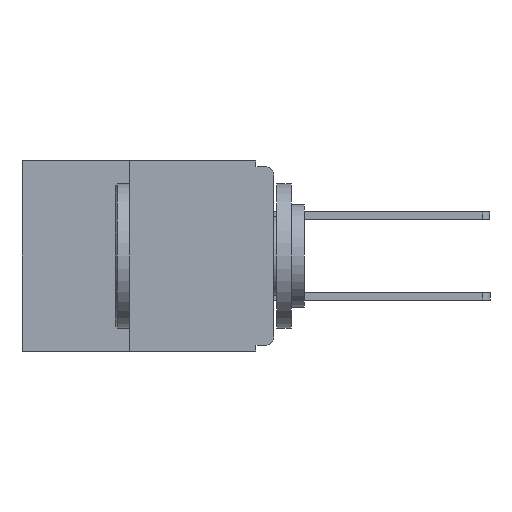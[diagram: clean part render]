
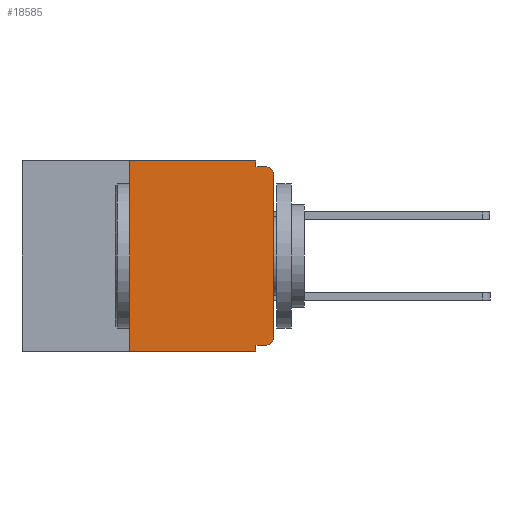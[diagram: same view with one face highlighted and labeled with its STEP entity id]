
A CAD part, left-side view. The second image highlights one B-rep face of the part: STEP entity #18585.
In plain terms, the highlighted planar face has unit normal (-1, 0, 0).
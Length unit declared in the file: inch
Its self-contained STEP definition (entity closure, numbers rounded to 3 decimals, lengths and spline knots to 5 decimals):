
#92 = DIRECTION ( 'NONE',  ( -1., 0., 0. ) ) ;
#245 = PLANE ( 'NONE',  #15829 ) ;
#878 = VECTOR ( 'NONE', #17901, 39.37008 ) ;
#885 = ORIENTED_EDGE ( 'NONE', *, *, #1813, .T. ) ;
#1343 = DIRECTION ( 'NONE',  ( 0., 0., 1. ) ) ;
#1668 = CARTESIAN_POINT ( 'NONE',  ( 0., 0.437, 0. ) ) ;
#1708 = LINE ( 'NONE', #19543, #22905 ) ;
#1813 = EDGE_CURVE ( 'NONE', #14800, #14321, #15334, .T. ) ;
#2059 = CARTESIAN_POINT ( 'NONE',  ( 0., 0., -0.305 ) ) ;
#2066 = VERTEX_POINT ( 'NONE', #9082 ) ;
#2101 = CARTESIAN_POINT ( 'NONE',  ( 0., 0.015, -0.025 ) ) ;
#2110 = EDGE_CURVE ( 'NONE', #25004, #22465, #25974, .T. ) ;
#2285 = DIRECTION ( 'NONE',  ( -1., 0., 0. ) ) ;
#2415 = CARTESIAN_POINT ( 'NONE',  ( 0., 0.437, 0. ) ) ;
#2512 = DIRECTION ( 'NONE',  ( 1., 0., 0. ) ) ;
#2559 = DIRECTION ( 'NONE',  ( 0., -1., 0. ) ) ;
#2575 = DIRECTION ( 'NONE',  ( 0., -1., 0. ) ) ;
#3306 = EDGE_CURVE ( 'NONE', #22465, #8283, #13140, .T. ) ;
#4022 = CARTESIAN_POINT ( 'NONE',  ( 0., 0.031, -0.33 ) ) ;
#4113 = VECTOR ( 'NONE', #2575, 39.37008 ) ;
#4235 = VERTEX_POINT ( 'NONE', #12106 ) ;
#4520 = EDGE_CURVE ( 'NONE', #5331, #2066, #10086, .T. ) ;
#5098 = AXIS2_PLACEMENT_3D ( 'NONE', #14964, #2285, #17097 ) ;
#5331 = VERTEX_POINT ( 'NONE', #22001 ) ;
#5367 = CARTESIAN_POINT ( 'NONE',  ( 0., 0.031, -0.33 ) ) ;
#5397 = CARTESIAN_POINT ( 'NONE',  ( 0., 0.031, 0. ) ) ;
#5638 = CARTESIAN_POINT ( 'NONE',  ( 0., 0.25, 0. ) ) ;
#5932 = EDGE_CURVE ( 'NONE', #4235, #9085, #25359, .T. ) ;
#6180 = CIRCLE ( 'NONE', #5098, 0.015 ) ;
#6876 = VECTOR ( 'NONE', #25483, 39.37008 ) ;
#8056 = VECTOR ( 'NONE', #11802, 39.37008 ) ;
#8085 = EDGE_CURVE ( 'NONE', #15560, #5331, #17876, .T. ) ;
#8176 = DIRECTION ( 'NONE',  ( 0., 0., -1. ) ) ;
#8283 = VERTEX_POINT ( 'NONE', #12639 ) ;
#8728 = VECTOR ( 'NONE', #2559, 39.37008 ) ;
#9082 = CARTESIAN_POINT ( 'NONE',  ( 0., 0.015, -0.01 ) ) ;
#9085 = VERTEX_POINT ( 'NONE', #24069 ) ;
#10086 = CIRCLE ( 'NONE', #20889, 0.015 ) ;
#10150 = EDGE_CURVE ( 'NONE', #4235, #15560, #6180, .T. ) ;
#10395 = ORIENTED_EDGE ( 'NONE', *, *, #5932, .F. ) ;
#10401 = VECTOR ( 'NONE', #1343, 39.37008 ) ;
#11056 = EDGE_CURVE ( 'NONE', #14800, #25004, #21652, .T. ) ;
#11169 = CARTESIAN_POINT ( 'NONE',  ( 0., 0., -0.32 ) ) ;
#11802 = DIRECTION ( 'NONE',  ( 0., 1., 0. ) ) ;
#12106 = CARTESIAN_POINT ( 'NONE',  ( 0., 0.015, -0.32 ) ) ;
#12313 = CARTESIAN_POINT ( 'NONE',  ( 0., 0.25, -0.33 ) ) ;
#12639 = CARTESIAN_POINT ( 'NONE',  ( 0., 0.031, -0.01 ) ) ;
#13140 = LINE ( 'NONE', #22999, #6876 ) ;
#13530 = ORIENTED_EDGE ( 'NONE', *, *, #22030, .F. ) ;
#13967 = FACE_OUTER_BOUND ( 'NONE', #26443, .T. ) ;
#13993 = ORIENTED_EDGE ( 'NONE', *, *, #8085, .T. ) ;
#13998 = ORIENTED_EDGE ( 'NONE', *, *, #4520, .T. ) ;
#14009 = ORIENTED_EDGE ( 'NONE', *, *, #11056, .F. ) ;
#14321 = VERTEX_POINT ( 'NONE', #5367 ) ;
#14800 = VERTEX_POINT ( 'NONE', #12313 ) ;
#14964 = CARTESIAN_POINT ( 'NONE',  ( 0., 0.015, -0.305 ) ) ;
#15290 = DIRECTION ( 'NONE',  ( 0., -1., 0. ) ) ;
#15334 = LINE ( 'NONE', #22276, #4113 ) ;
#15560 = VERTEX_POINT ( 'NONE', #2059 ) ;
#15794 = ORIENTED_EDGE ( 'NONE', *, *, #17980, .F. ) ;
#15829 = AXIS2_PLACEMENT_3D ( 'NONE', #2415, #2512, #17311 ) ;
#16142 = ORIENTED_EDGE ( 'NONE', *, *, #3306, .F. ) ;
#16178 = ORIENTED_EDGE ( 'NONE', *, *, #10150, .T. ) ;
#17097 = DIRECTION ( 'NONE',  ( 0., 0., -1. ) ) ;
#17311 = DIRECTION ( 'NONE',  ( 0., 0., -1. ) ) ;
#17700 = LINE ( 'NONE', #4022, #26612 ) ;
#17876 = LINE ( 'NONE', #18200, #878 ) ;
#17901 = DIRECTION ( 'NONE',  ( 0., 0., 1. ) ) ;
#17928 = ORIENTED_EDGE ( 'NONE', *, *, #2110, .F. ) ;
#17980 = EDGE_CURVE ( 'NONE', #8283, #2066, #1708, .T. ) ;
#18200 = CARTESIAN_POINT ( 'NONE',  ( 0., 0., 0. ) ) ;
#18335 = CARTESIAN_POINT ( 'NONE',  ( 0., 0.25, -0.33 ) ) ;
#18585 = ADVANCED_FACE ( 'NONE', ( #13967 ), #245, .F. ) ;
#19543 = CARTESIAN_POINT ( 'NONE',  ( 0., 0., -0.01 ) ) ;
#20889 = AXIS2_PLACEMENT_3D ( 'NONE', #2101, #92, #8176 ) ;
#21652 = LINE ( 'NONE', #18335, #10401 ) ;
#22001 = CARTESIAN_POINT ( 'NONE',  ( 0., 0., -0.025 ) ) ;
#22030 = EDGE_CURVE ( 'NONE', #9085, #14321, #17700, .T. ) ;
#22276 = CARTESIAN_POINT ( 'NONE',  ( 0., 0.437, -0.33 ) ) ;
#22465 = VERTEX_POINT ( 'NONE', #5397 ) ;
#22905 = VECTOR ( 'NONE', #15290, 39.37008 ) ;
#22936 = DIRECTION ( 'NONE',  ( 0., 0., -1. ) ) ;
#22999 = CARTESIAN_POINT ( 'NONE',  ( 0., 0.031, 0. ) ) ;
#24069 = CARTESIAN_POINT ( 'NONE',  ( 0., 0.031, -0.32 ) ) ;
#25004 = VERTEX_POINT ( 'NONE', #5638 ) ;
#25359 = LINE ( 'NONE', #11169, #8056 ) ;
#25483 = DIRECTION ( 'NONE',  ( 0., 0., -1. ) ) ;
#25974 = LINE ( 'NONE', #1668, #8728 ) ;
#26443 = EDGE_LOOP ( 'NONE', ( #13993, #13998, #15794, #16142, #17928, #14009, #885, #13530, #10395, #16178 ) ) ;
#26612 = VECTOR ( 'NONE', #22936, 39.37008 ) ;
